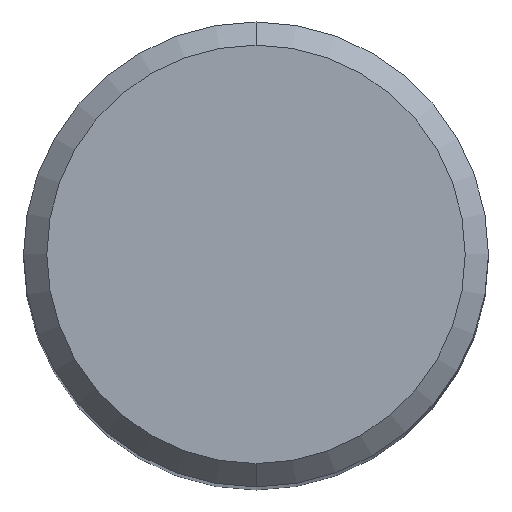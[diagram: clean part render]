
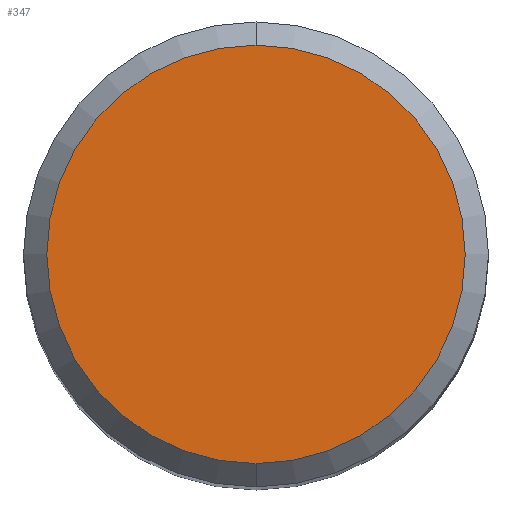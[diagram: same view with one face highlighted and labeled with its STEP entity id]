
A CAD part, top view. The second image highlights one B-rep face of the part: STEP entity #347.
In plain terms, the highlighted planar face has unit normal (0, 0, 1).
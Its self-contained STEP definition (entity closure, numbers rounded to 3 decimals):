
#245=VERTEX_POINT('',#544);
#293=VERTEX_POINT('',#596);
#347=ADVANCED_FACE('',(#654),#655,.T.);
#351=EDGE_CURVE('',#293,#245,#659,.T.);
#433=EDGE_CURVE('',#245,#293,#752,.T.);
#544=CARTESIAN_POINT('',(0.,-4.5,0.0));
#596=CARTESIAN_POINT('',(0.0,4.5,0.0));
#654=FACE_OUTER_BOUND('',#1143,.T.);
#655=PLANE('',#1144);
#659=CIRCLE('',#1163,4.5);
#752=CIRCLE('',#1403,4.5);
#1143=EDGE_LOOP('',(#1609,#1610));
#1144=AXIS2_PLACEMENT_3D('',#1611,#1612,#1613);
#1163=AXIS2_PLACEMENT_3D('',#1614,#1615,#1616);
#1403=AXIS2_PLACEMENT_3D('',#1745,#1746,#1747);
#1609=ORIENTED_EDGE('',*,*,#351,.F.);
#1610=ORIENTED_EDGE('',*,*,#433,.F.);
#1611=CARTESIAN_POINT('',(0.0,2.25,0.0));
#1612=DIRECTION('',(-0.0,0.0,1.0));
#1613=DIRECTION('',(0.0,-1.0,0.0));
#1614=CARTESIAN_POINT('',(0.0,0.0,0.0));
#1615=DIRECTION('',(0.0,0.0,-1.0));
#1616=DIRECTION('',(0.0,1.0,0.0));
#1745=CARTESIAN_POINT('',(0.0,0.0,0.0));
#1746=DIRECTION('',(0.0,0.0,-1.0));
#1747=DIRECTION('',(0.0,1.0,0.0));
